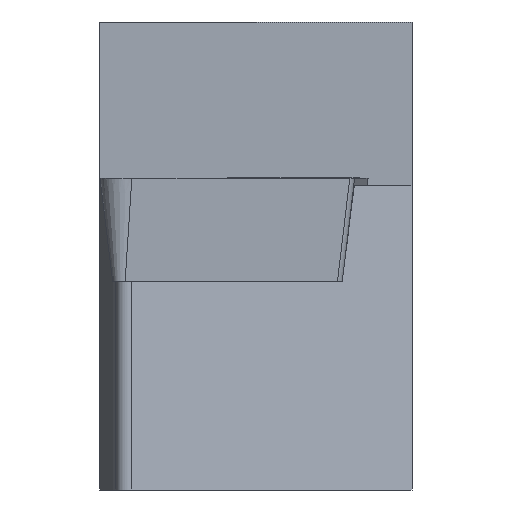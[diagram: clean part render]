
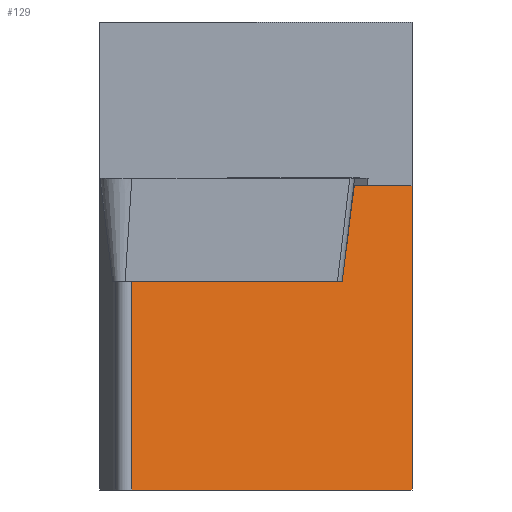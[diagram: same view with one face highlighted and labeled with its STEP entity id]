
A CAD part, left-side view. The second image highlights one B-rep face of the part: STEP entity #129.
In plain terms, the highlighted planar face has unit normal (-0.848, -0.53, 0).
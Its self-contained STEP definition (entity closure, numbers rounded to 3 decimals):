
#129=ADVANCED_FACE('',(#178),#156,.F.);
#156=PLANE('',#623);
#178=FACE_OUTER_BOUND('',#206,.T.);
#206=EDGE_LOOP('',(#260,#261,#262,#263,#264,#265));
#260=ORIENTED_EDGE('',*,*,#447,.F.);
#261=ORIENTED_EDGE('',*,*,#446,.F.);
#262=ORIENTED_EDGE('',*,*,#448,.F.);
#263=ORIENTED_EDGE('',*,*,#449,.F.);
#264=ORIENTED_EDGE('',*,*,#431,.F.);
#265=ORIENTED_EDGE('',*,*,#450,.F.);
#384=VERTEX_POINT('',#804);
#385=VERTEX_POINT('',#806);
#396=VERTEX_POINT('',#832);
#397=VERTEX_POINT('',#834);
#398=VERTEX_POINT('',#838);
#399=VERTEX_POINT('',#840);
#431=EDGE_CURVE('',#384,#385,#502,.T.);
#446=EDGE_CURVE('',#397,#396,#513,.T.);
#447=EDGE_CURVE('',#396,#398,#514,.T.);
#448=EDGE_CURVE('',#399,#397,#515,.T.);
#449=EDGE_CURVE('',#385,#399,#516,.T.);
#450=EDGE_CURVE('',#398,#384,#517,.T.);
#502=LINE('',#805,#559);
#513=LINE('',#835,#570);
#514=LINE('',#837,#571);
#515=LINE('',#839,#572);
#516=LINE('',#841,#573);
#517=LINE('',#842,#574);
#559=VECTOR('',#661,1.);
#570=VECTOR('',#684,1.);
#571=VECTOR('',#687,1.);
#572=VECTOR('',#688,1.);
#573=VECTOR('',#689,1.);
#574=VECTOR('',#690,1.);
#623=AXIS2_PLACEMENT_3D('',#843,#691,#692);
#661=DIRECTION('',(0.53,-0.848,0.));
#684=DIRECTION('',(0.,0.,1.));
#687=DIRECTION('',(0.53,-0.848,0.));
#688=DIRECTION('',(-0.53,0.848,0.));
#689=DIRECTION('',(0.,0.,-1.));
#690=DIRECTION('',(0.079,-0.126,0.989));
#691=DIRECTION('',(0.848,0.53,0.));
#692=DIRECTION('',(0.53,-0.848,0.));
#804=CARTESIAN_POINT('',(6.164,2.22,-0.3));
#805=CARTESIAN_POINT('',(0.813,10.783,-0.3));
#806=CARTESIAN_POINT('',(7.551,0.,-0.3));
#832=CARTESIAN_POINT('',(0.813,10.783,-3.97));
#834=CARTESIAN_POINT('',(0.813,10.783,-12.));
#835=CARTESIAN_POINT('',(0.813,10.783,-30.));
#837=CARTESIAN_POINT('',(0.813,10.783,-3.97));
#838=CARTESIAN_POINT('',(5.873,2.686,-3.97));
#839=CARTESIAN_POINT('',(0.813,10.783,-12.));
#840=CARTESIAN_POINT('',(7.551,0.,-12.));
#841=CARTESIAN_POINT('',(7.551,0.,-30.));
#842=CARTESIAN_POINT('',(3.739,6.1,-30.828));
#843=CARTESIAN_POINT('',(0.813,10.783,-30.));
